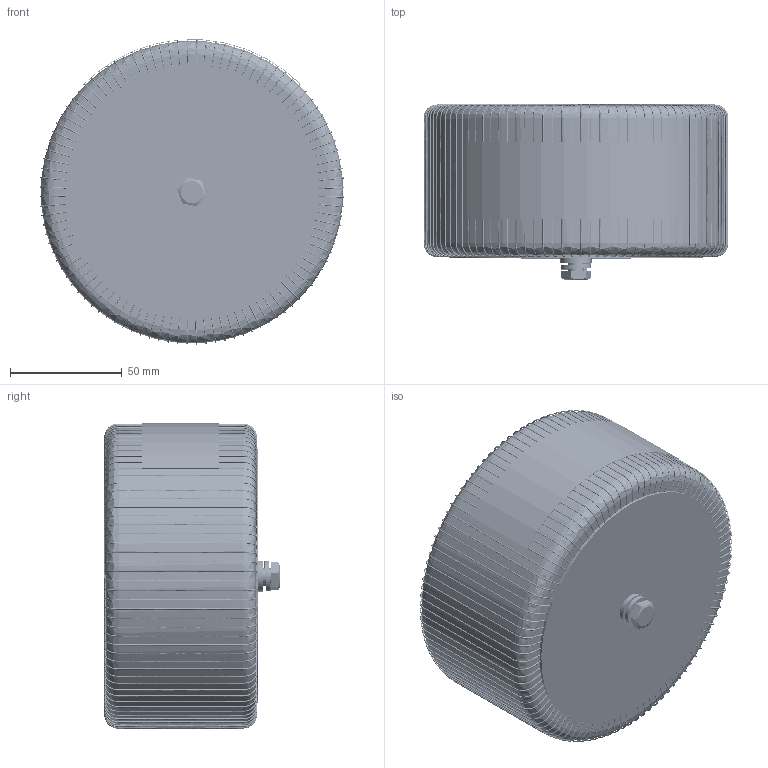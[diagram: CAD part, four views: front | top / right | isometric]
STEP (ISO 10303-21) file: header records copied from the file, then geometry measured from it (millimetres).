
FILE_DESCRIPTION(('FreeCAD Model'),'2;1');
FILE_NAME('Open CASCADE Shape Model','2025-04-30T03:49:12',('FreeCAD'),( 'FreeCAD'),'Open CASCADE STEP processor 7.6','FreeCAD','Unknown');
FILE_SCHEMA(('AUTOMOTIVE_DESIGN { 1 0 10303 214 1 1 1 1 }'));
Products named in the file (1): Open CASCADE STEP translator 7.6 1
Bounding box: 136.5 x 78.46 x 136.59 mm (x, y, z)
Volume: 984036.8 mm3; surface area: 147305 mm2
Topology: 108 solids, 108 shells, 1978 faces, 4850 edges, 2890 vertices
Faces by surface type: bspline 1978
Entity records: 68885 total; most frequent: CARTESIAN_POINT 43907, ORIENTED_EDGE 9700, EDGE_CURVE 4850, VERTEX_POINT 2890, FACE_BOUND 1990, EDGE_LOOP 1990, ADVANCED_FACE 1978, B_SPLINE_CURVE_WITH_KNOTS 1297
